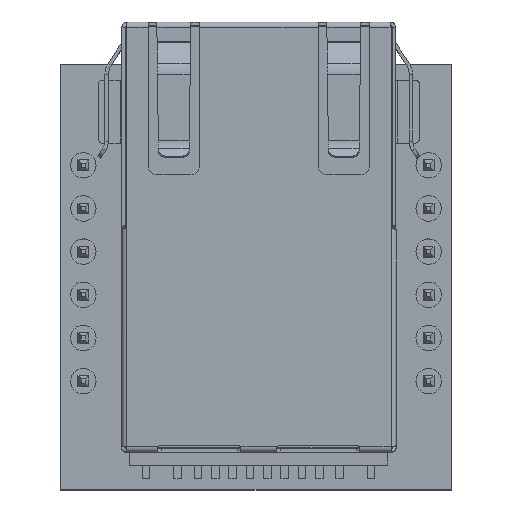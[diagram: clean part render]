
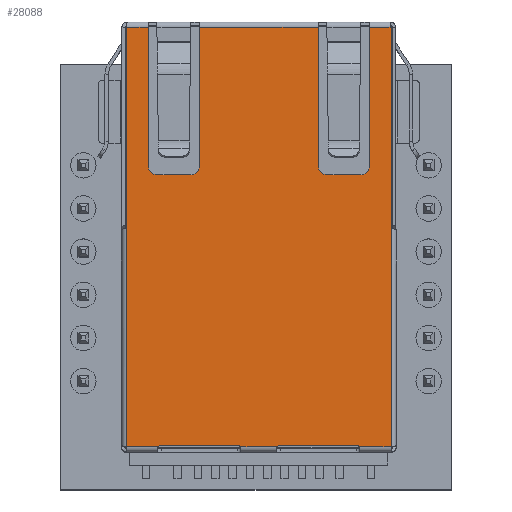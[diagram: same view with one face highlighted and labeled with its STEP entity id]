
A CAD part, top view. The second image highlights one B-rep face of the part: STEP entity #28088.
In plain terms, the highlighted face is planar.
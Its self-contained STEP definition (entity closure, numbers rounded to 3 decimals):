
#337=CIRCLE('',#29907,0.5);
#342=CIRCLE('',#29916,0.5);
#343=CIRCLE('',#29919,0.5);
#348=CIRCLE('',#29930,0.25);
#349=CIRCLE('',#29933,0.25);
#352=CIRCLE('',#29938,0.25);
#353=CIRCLE('',#29941,0.25);
#358=CIRCLE('',#29952,0.5);
#2397=FACE_OUTER_BOUND('',#3898,.T.);
#3898=EDGE_LOOP('',(#19300,#19301,#19302,#19303,#19304,#19305,#19306,#19307,
#19308,#19309,#19310,#19311,#19312,#19313,#19314,#19315,#19316,#19317,#19318,
#19319,#19320,#19321,#19322,#19323,#19324,#19325));
#5563=LINE('',#39731,#9001);
#5566=LINE('',#39743,#9004);
#5569=LINE('',#39751,#9007);
#5573=LINE('',#39763,#9011);
#5577=LINE('',#39804,#9015);
#5582=LINE('',#39843,#9020);
#5588=LINE('',#39863,#9026);
#5594=LINE('',#39903,#9032);
#5598=LINE('',#39947,#9036);
#5601=LINE('',#39954,#9039);
#5605=LINE('',#39962,#9043);
#5606=LINE('',#39963,#9044);
#5607=LINE('',#39965,#9045);
#5608=LINE('',#39966,#9046);
#5609=LINE('',#39967,#9047);
#5610=LINE('',#39969,#9048);
#5611=LINE('',#39970,#9049);
#5612=LINE('',#39971,#9050);
#9001=VECTOR('',#32205,1000.);
#9004=VECTOR('',#32218,1000.);
#9007=VECTOR('',#32227,1000.);
#9011=VECTOR('',#32239,1000.);
#9015=VECTOR('',#32249,1000.);
#9020=VECTOR('',#32268,1000.);
#9026=VECTOR('',#32290,1000.);
#9032=VECTOR('',#32310,1000.);
#9036=VECTOR('',#32322,1000.);
#9039=VECTOR('',#32331,1000.);
#9043=VECTOR('',#32339,1000.);
#9044=VECTOR('',#32340,1000.);
#9045=VECTOR('',#32341,1000.);
#9046=VECTOR('',#32342,1000.);
#9047=VECTOR('',#32343,1000.);
#9048=VECTOR('',#32344,1000.);
#9049=VECTOR('',#32345,1000.);
#9050=VECTOR('',#32346,1000.);
#12390=VERTEX_POINT('',#39720);
#12391=VERTEX_POINT('',#39721);
#12394=VERTEX_POINT('',#39730);
#12397=VERTEX_POINT('',#39740);
#12398=VERTEX_POINT('',#39742);
#12399=VERTEX_POINT('',#39746);
#12400=VERTEX_POINT('',#39750);
#12401=VERTEX_POINT('',#39754);
#12404=VERTEX_POINT('',#39762);
#12406=VERTEX_POINT('',#39800);
#12407=VERTEX_POINT('',#39802);
#12412=VERTEX_POINT('',#39836);
#12413=VERTEX_POINT('',#39838);
#12414=VERTEX_POINT('',#39842);
#12415=VERTEX_POINT('',#39846);
#12418=VERTEX_POINT('',#39856);
#12419=VERTEX_POINT('',#39858);
#12420=VERTEX_POINT('',#39862);
#12421=VERTEX_POINT('',#39866);
#12426=VERTEX_POINT('',#39900);
#12427=VERTEX_POINT('',#39902);
#12431=VERTEX_POINT('',#39944);
#12432=VERTEX_POINT('',#39946);
#12433=VERTEX_POINT('',#39950);
#12436=VERTEX_POINT('',#39964);
#12437=VERTEX_POINT('',#39968);
#15002=EDGE_CURVE('',#12390,#12391,#337,.T.);
#15007=EDGE_CURVE('',#12394,#12390,#5563,.T.);
#15013=EDGE_CURVE('',#12398,#12397,#5566,.T.);
#15015=EDGE_CURVE('',#12399,#12398,#342,.T.);
#15017=EDGE_CURVE('',#12400,#12399,#5569,.T.);
#15019=EDGE_CURVE('',#12401,#12400,#343,.T.);
#15023=EDGE_CURVE('',#12404,#12401,#5573,.T.);
#15029=EDGE_CURVE('',#12407,#12406,#5577,.T.);
#15037=EDGE_CURVE('',#12413,#12412,#348,.T.);
#15039=EDGE_CURVE('',#12414,#12413,#5582,.T.);
#15042=EDGE_CURVE('',#12415,#12414,#349,.T.);
#15047=EDGE_CURVE('',#12419,#12418,#352,.T.);
#15049=EDGE_CURVE('',#12420,#12419,#5588,.T.);
#15052=EDGE_CURVE('',#12421,#12420,#353,.T.);
#15060=EDGE_CURVE('',#12426,#12427,#5594,.T.);
#15067=EDGE_CURVE('',#12432,#12431,#5598,.T.);
#15069=EDGE_CURVE('',#12433,#12432,#358,.T.);
#15071=EDGE_CURVE('',#12391,#12433,#5601,.T.);
#15075=EDGE_CURVE('',#12397,#12394,#5605,.T.);
#15076=EDGE_CURVE('',#12431,#12427,#5606,.T.);
#15077=EDGE_CURVE('',#12426,#12436,#5607,.T.);
#15078=EDGE_CURVE('',#12436,#12421,#5608,.T.);
#15079=EDGE_CURVE('',#12418,#12415,#5609,.T.);
#15080=EDGE_CURVE('',#12412,#12437,#5610,.T.);
#15081=EDGE_CURVE('',#12437,#12406,#5611,.T.);
#15082=EDGE_CURVE('',#12407,#12404,#5612,.T.);
#19300=ORIENTED_EDGE('',*,*,#15023,.T.);
#19301=ORIENTED_EDGE('',*,*,#15019,.T.);
#19302=ORIENTED_EDGE('',*,*,#15017,.T.);
#19303=ORIENTED_EDGE('',*,*,#15015,.T.);
#19304=ORIENTED_EDGE('',*,*,#15013,.T.);
#19305=ORIENTED_EDGE('',*,*,#15075,.T.);
#19306=ORIENTED_EDGE('',*,*,#15007,.T.);
#19307=ORIENTED_EDGE('',*,*,#15002,.T.);
#19308=ORIENTED_EDGE('',*,*,#15071,.T.);
#19309=ORIENTED_EDGE('',*,*,#15069,.T.);
#19310=ORIENTED_EDGE('',*,*,#15067,.T.);
#19311=ORIENTED_EDGE('',*,*,#15076,.T.);
#19312=ORIENTED_EDGE('',*,*,#15060,.F.);
#19313=ORIENTED_EDGE('',*,*,#15077,.T.);
#19314=ORIENTED_EDGE('',*,*,#15078,.T.);
#19315=ORIENTED_EDGE('',*,*,#15052,.T.);
#19316=ORIENTED_EDGE('',*,*,#15049,.T.);
#19317=ORIENTED_EDGE('',*,*,#15047,.T.);
#19318=ORIENTED_EDGE('',*,*,#15079,.T.);
#19319=ORIENTED_EDGE('',*,*,#15042,.T.);
#19320=ORIENTED_EDGE('',*,*,#15039,.T.);
#19321=ORIENTED_EDGE('',*,*,#15037,.T.);
#19322=ORIENTED_EDGE('',*,*,#15080,.T.);
#19323=ORIENTED_EDGE('',*,*,#15081,.T.);
#19324=ORIENTED_EDGE('',*,*,#15029,.F.);
#19325=ORIENTED_EDGE('',*,*,#15082,.T.);
#26936=PLANE('',#29955);
#28088=ADVANCED_FACE('',(#2397),#26936,.T.);
#29907=AXIS2_PLACEMENT_3D('',#39722,#32196,#32197);
#29916=AXIS2_PLACEMENT_3D('',#39747,#32222,#32223);
#29919=AXIS2_PLACEMENT_3D('',#39755,#32231,#32232);
#29930=AXIS2_PLACEMENT_3D('',#39839,#32263,#32264);
#29933=AXIS2_PLACEMENT_3D('',#39848,#32273,#32274);
#29938=AXIS2_PLACEMENT_3D('',#39859,#32285,#32286);
#29941=AXIS2_PLACEMENT_3D('',#39868,#32295,#32296);
#29952=AXIS2_PLACEMENT_3D('',#39951,#32326,#32327);
#29955=AXIS2_PLACEMENT_3D('',#39961,#32337,#32338);
#32196=DIRECTION('center_axis',(0.,-1.,0.));
#32197=DIRECTION('ref_axis',(0.,0.,
1.));
#32205=DIRECTION('',(0.,0.,-1.));
#32218=DIRECTION('',(0.,0.,1.));
#32222=DIRECTION('center_axis',(0.,-1.,0.));
#32223=DIRECTION('ref_axis',(0.,0.,
1.));
#32227=DIRECTION('',(1.,0.,0.));
#32231=DIRECTION('center_axis',(0.,-1.,0.));
#32232=DIRECTION('ref_axis',(0.,0.,
-1.));
#32239=DIRECTION('',(0.,0.,-1.));
#32249=DIRECTION('',(0.,0.,-1.));
#32263=DIRECTION('center_axis',(0.,-1.,0.));
#32264=DIRECTION('ref_axis',(0.,0.,
1.));
#32268=DIRECTION('',(-1.,0.,0.));
#32273=DIRECTION('center_axis',(0.,-1.,0.));
#32274=DIRECTION('ref_axis',(0.,0.,
1.));
#32285=DIRECTION('center_axis',(0.,-1.,0.));
#32286=DIRECTION('ref_axis',(0.,0.,
1.));
#32290=DIRECTION('',(-1.,0.,0.));
#32295=DIRECTION('center_axis',(0.,-1.,0.));
#32296=DIRECTION('ref_axis',(0.,0.,
1.));
#32310=DIRECTION('',(0.,0.,1.));
#32322=DIRECTION('',(0.,0.,1.));
#32326=DIRECTION('center_axis',(0.,-1.,0.));
#32327=DIRECTION('ref_axis',(0.,0.,
1.));
#32331=DIRECTION('',(1.,0.,0.));
#32337=DIRECTION('center_axis',(0.,1.,0.));
#32338=DIRECTION('ref_axis',(0.,0.,1.));
#32339=DIRECTION('',(1.,0.,0.));
#32340=DIRECTION('',(1.,0.,0.));
#32341=DIRECTION('',(0.,0.,-1.));
#32342=DIRECTION('',(-1.,0.,0.));
#32343=DIRECTION('',(-1.,0.,0.));
#32344=DIRECTION('',(-1.,0.,0.));
#32345=DIRECTION('',(0.,0.,1.));
#32346=DIRECTION('',(1.,0.,0.));
#39720=CARTESIAN_POINT('',(3.5,6.75,-8.486));
#39721=CARTESIAN_POINT('',(4.,6.75,-8.986));
#39722=CARTESIAN_POINT('Origin',(4.,6.75,-8.486));
#39730=CARTESIAN_POINT('',(3.5,6.75,-0.3));
#39731=CARTESIAN_POINT('',(3.5,6.75,-0.2));
#39740=CARTESIAN_POINT('',(-3.5,6.75,-0.3));
#39742=CARTESIAN_POINT('',(-3.5,6.75,-8.486));
#39743=CARTESIAN_POINT('',(-3.5,6.75,-0.2));
#39746=CARTESIAN_POINT('',(-4.,6.75,-8.986));
#39747=CARTESIAN_POINT('Origin',(-4.,6.75,-8.486));
#39750=CARTESIAN_POINT('',(-6.,6.75,-8.986));
#39751=CARTESIAN_POINT('',(-4.,6.75,-8.986));
#39754=CARTESIAN_POINT('',(-6.5,6.75,-8.486));
#39755=CARTESIAN_POINT('Origin',(-6.,6.75,-8.486));
#39762=CARTESIAN_POINT('',(-6.5,6.75,-0.3));
#39763=CARTESIAN_POINT('',(-6.5,6.75,-0.2));
#39800=CARTESIAN_POINT('',(-7.779,6.75,-12.132));
#39802=CARTESIAN_POINT('',(-7.779,6.75,-0.3));
#39804=CARTESIAN_POINT('',(-7.779,6.75,-25.));
#39836=CARTESIAN_POINT('',(-5.944,6.75,-25.));
#39838=CARTESIAN_POINT('',(-5.75,6.75,-24.907));
#39839=CARTESIAN_POINT('Origin',(-5.75,6.75,-25.157));
#39842=CARTESIAN_POINT('',(-1.25,6.75,-24.907));
#39843=CARTESIAN_POINT('',(-1.25,6.75,-24.907));
#39846=CARTESIAN_POINT('',(-1.056,6.75,-25.));
#39848=CARTESIAN_POINT('Origin',(-1.25,6.75,-25.157));
#39856=CARTESIAN_POINT('',(1.056,6.75,-25.));
#39858=CARTESIAN_POINT('',(1.25,6.75,-24.907));
#39859=CARTESIAN_POINT('Origin',(1.25,6.75,-25.157));
#39862=CARTESIAN_POINT('',(5.75,6.75,-24.907));
#39863=CARTESIAN_POINT('',(1.25,6.75,-24.907));
#39866=CARTESIAN_POINT('',(5.944,6.75,-25.));
#39868=CARTESIAN_POINT('Origin',(5.75,6.75,-25.157));
#39900=CARTESIAN_POINT('',(7.779,6.75,-12.132));
#39902=CARTESIAN_POINT('',(7.779,6.75,-0.3));
#39903=CARTESIAN_POINT('',(7.779,6.75,-0.2));
#39944=CARTESIAN_POINT('',(6.5,6.75,-0.3));
#39946=CARTESIAN_POINT('',(6.5,6.75,-8.486));
#39947=CARTESIAN_POINT('',(6.5,6.75,-0.2));
#39950=CARTESIAN_POINT('',(6.,6.75,-8.986));
#39951=CARTESIAN_POINT('Origin',(6.,6.75,-8.486));
#39954=CARTESIAN_POINT('',(4.,6.75,-8.986));
#39961=CARTESIAN_POINT('Origin',(7.75,6.75,-0.2));
#39962=CARTESIAN_POINT('',(7.75,6.75,-0.3));
#39963=CARTESIAN_POINT('',(7.75,6.75,-0.3));
#39964=CARTESIAN_POINT('',(7.779,6.75,-25.));
#39965=CARTESIAN_POINT('',(7.779,6.75,-0.2));
#39966=CARTESIAN_POINT('',(7.75,6.75,-25.));
#39967=CARTESIAN_POINT('',(7.75,6.75,-25.));
#39968=CARTESIAN_POINT('',(-7.779,6.75,-25.));
#39969=CARTESIAN_POINT('',(7.75,6.75,-25.));
#39970=CARTESIAN_POINT('',(-7.779,6.75,-0.2));
#39971=CARTESIAN_POINT('',(7.75,6.75,-0.3));
